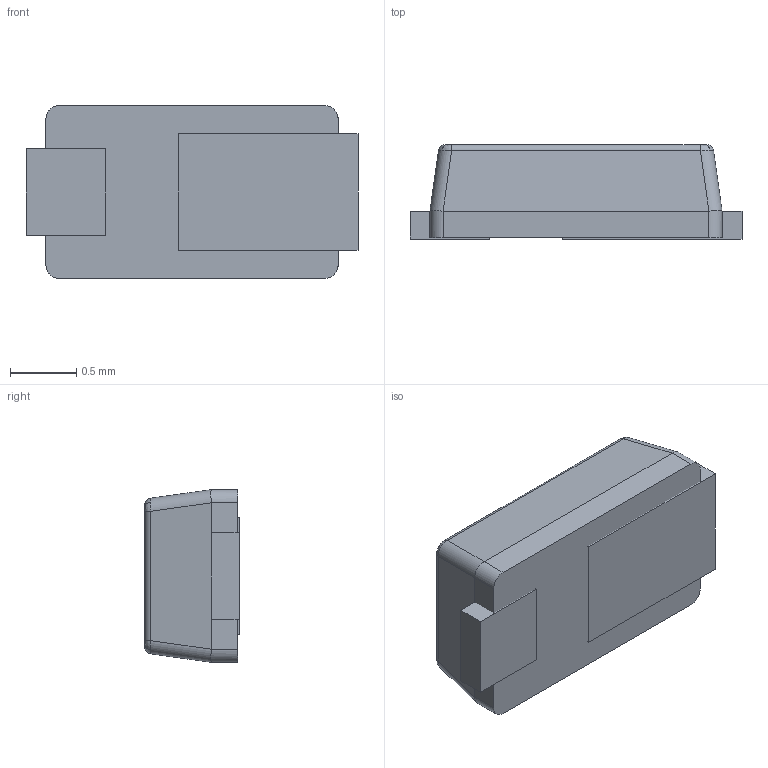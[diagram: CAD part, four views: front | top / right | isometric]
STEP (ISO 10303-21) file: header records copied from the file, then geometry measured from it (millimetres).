
FILE_DESCRIPTION (( 'STEP AP214' ), '1' );
FILE_NAME ('9F9371D8-5324-4D01-9B3E-288E425BB187.STEP', '2022-11-07T12:15:30', ( '' ), ( '' ), 'SwSTEP 2.0', 'SolidWorks 2022', '' );
FILE_SCHEMA (( 'AUTOMOTIVE_DESIGN' ));
Length unit declared in the file: millimetre
Products named in the file (1): 9F9371D8-5324-4D01-9B3E-288E425BB187
Bounding box: 2.5 x 0.71 x 1.3 mm (x, y, z)
Volume: 2.2 mm3; surface area: 14.4 mm2
Topology: 3 solids, 3 shells, 138 faces, 349 edges, 230 vertices
Faces by surface type: plane 81, bspline 45, cylinder 12
Entity records: 7485 total; most frequent: CARTESIAN_POINT 3335, ORIENTED_EDGE 698, DIRECTION 455, EDGE_CURVE 349, VERTEX_POINT 230, LINE 227, VECTOR 227, EDGE_LOOP 151
